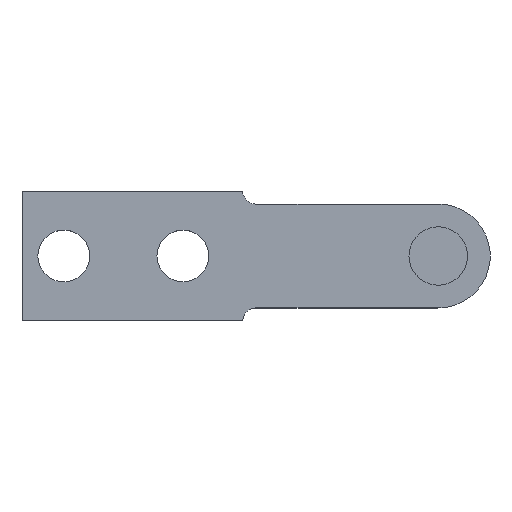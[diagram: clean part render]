
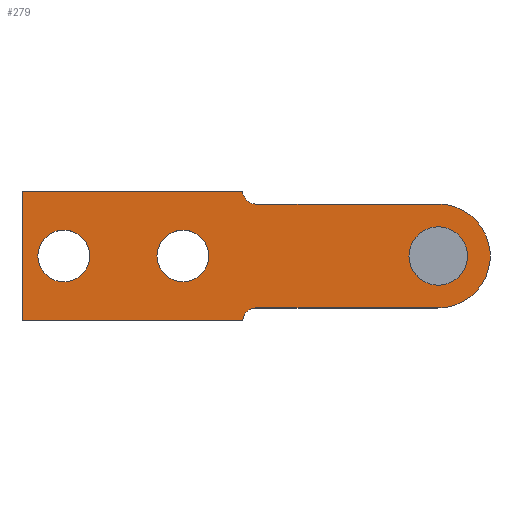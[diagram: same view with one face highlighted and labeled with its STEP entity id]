
A CAD part, top view. The second image highlights one B-rep face of the part: STEP entity #279.
In plain terms, the highlighted planar face has unit normal (0, 0, 1).
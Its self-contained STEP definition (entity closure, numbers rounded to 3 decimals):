
#15=FACE_BOUND('',#61,.T.);
#16=FACE_BOUND('',#62,.T.);
#17=FACE_BOUND('',#63,.T.);
#28=PLANE('',#323);
#44=FACE_OUTER_BOUND('',#60,.T.);
#60=EDGE_LOOP('',(#236,#237,#238,#239,#240,#241,#242,#243));
#61=EDGE_LOOP('',(#244));
#62=EDGE_LOOP('',(#245));
#63=EDGE_LOOP('',(#246));
#75=LINE('',#449,#97);
#78=LINE('',#455,#100);
#81=LINE('',#461,#103);
#85=LINE('',#473,#107);
#89=LINE('',#483,#111);
#97=VECTOR('',#370,10.);
#100=VECTOR('',#375,10.);
#103=VECTOR('',#380,10.);
#107=VECTOR('',#392,10.);
#111=VECTOR('',#404,10.);
#115=CIRCLE('',#300,2.25);
#116=CIRCLE('',#304,2.);
#118=CIRCLE('',#307,2.);
#121=CIRCLE('',#311,0.995);
#123=CIRCLE('',#317,0.995);
#125=CIRCLE('',#321,4.);
#129=VERTEX_POINT('',#419);
#130=VERTEX_POINT('',#425);
#132=VERTEX_POINT('',#431);
#136=VERTEX_POINT('',#440);
#137=VERTEX_POINT('',#442);
#139=VERTEX_POINT('',#448);
#141=VERTEX_POINT('',#454);
#143=VERTEX_POINT('',#460);
#145=VERTEX_POINT('',#466);
#147=VERTEX_POINT('',#472);
#149=VERTEX_POINT('',#478);
#155=EDGE_CURVE('',#129,#129,#115,.T.);
#156=EDGE_CURVE('',#130,#130,#116,.T.);
#159=EDGE_CURVE('',#132,#132,#118,.T.);
#164=EDGE_CURVE('',#137,#136,#121,.T.);
#167=EDGE_CURVE('',#139,#137,#75,.T.);
#170=EDGE_CURVE('',#141,#139,#78,.T.);
#173=EDGE_CURVE('',#143,#141,#81,.T.);
#176=EDGE_CURVE('',#145,#143,#123,.T.);
#179=EDGE_CURVE('',#147,#145,#85,.T.);
#182=EDGE_CURVE('',#149,#147,#125,.T.);
#185=EDGE_CURVE('',#136,#149,#89,.T.);
#236=ORIENTED_EDGE('',*,*,#185,.T.);
#237=ORIENTED_EDGE('',*,*,#182,.T.);
#238=ORIENTED_EDGE('',*,*,#179,.T.);
#239=ORIENTED_EDGE('',*,*,#176,.T.);
#240=ORIENTED_EDGE('',*,*,#173,.T.);
#241=ORIENTED_EDGE('',*,*,#170,.T.);
#242=ORIENTED_EDGE('',*,*,#167,.T.);
#243=ORIENTED_EDGE('',*,*,#164,.T.);
#244=ORIENTED_EDGE('',*,*,#155,.T.);
#245=ORIENTED_EDGE('',*,*,#156,.T.);
#246=ORIENTED_EDGE('',*,*,#159,.T.);
#279=ADVANCED_FACE('',(#44,#15,#16,#17),#28,.T.);
#300=AXIS2_PLACEMENT_3D('',#421,#339,#340);
#304=AXIS2_PLACEMENT_3D('',#426,#347,#348);
#307=AXIS2_PLACEMENT_3D('',#432,#354,#355);
#311=AXIS2_PLACEMENT_3D('',#443,#364,#365);
#317=AXIS2_PLACEMENT_3D('',#467,#386,#387);
#321=AXIS2_PLACEMENT_3D('',#479,#398,#399);
#323=AXIS2_PLACEMENT_3D('',#484,#405,#406);
#339=DIRECTION('center_axis',(0.,0.,-1.));
#340=DIRECTION('ref_axis',(-1.,0.,0.));
#347=DIRECTION('center_axis',(0.,0.,-1.));
#348=DIRECTION('ref_axis',(-1.,0.,0.));
#354=DIRECTION('center_axis',(0.,0.,-1.));
#355=DIRECTION('ref_axis',(-1.,0.,0.));
#364=DIRECTION('center_axis',(0.,0.,-1.));
#365=DIRECTION('ref_axis',(0.,1.,0.));
#370=DIRECTION('',(1.,0.,0.));
#375=DIRECTION('',(0.,-1.,0.));
#380=DIRECTION('',(-1.,0.,0.));
#386=DIRECTION('center_axis',(0.,0.,-1.));
#387=DIRECTION('ref_axis',(-1.,0.008,0.));
#392=DIRECTION('',(-1.,0.,0.));
#398=DIRECTION('center_axis',(0.,0.,1.));
#399=DIRECTION('ref_axis',(-0.009,-1.,0.));
#404=DIRECTION('',(1.,0.,0.));
#405=DIRECTION('center_axis',(0.,0.,1.));
#406=DIRECTION('ref_axis',(1.,0.,0.));
#419=CARTESIAN_POINT('',(34.287,4.997,1.5));
#421=CARTESIAN_POINT('Origin',(32.037,4.997,1.5));
#425=CARTESIAN_POINT('',(5.22,5.,1.5));
#426=CARTESIAN_POINT('Origin',(3.22,5.,1.5));
#431=CARTESIAN_POINT('',(14.39,5.,1.5));
#432=CARTESIAN_POINT('Origin',(12.39,5.,1.5));
#440=CARTESIAN_POINT('',(17.995,0.997,1.5));
#442=CARTESIAN_POINT('',(17.,0.,1.5));
#443=CARTESIAN_POINT('Origin',(17.995,0.002,1.5));
#448=CARTESIAN_POINT('',(0.,0.,1.5));
#449=CARTESIAN_POINT('',(0.,0.,1.5));
#454=CARTESIAN_POINT('',(0.,10.,1.5));
#455=CARTESIAN_POINT('',(0.,10.,1.5));
#460=CARTESIAN_POINT('',(17.,10.,1.5));
#461=CARTESIAN_POINT('',(17.,10.,1.5));
#466=CARTESIAN_POINT('',(17.995,8.997,1.5));
#467=CARTESIAN_POINT('Origin',(17.995,9.992,1.5));
#472=CARTESIAN_POINT('',(32.,8.997,1.5));
#473=CARTESIAN_POINT('',(32.,8.997,1.5));
#478=CARTESIAN_POINT('',(32.,0.997,1.5));
#479=CARTESIAN_POINT('Origin',(32.037,4.997,1.5));
#483=CARTESIAN_POINT('',(17.,0.997,1.5));
#484=CARTESIAN_POINT('Origin',(18.019,5.,1.5));
